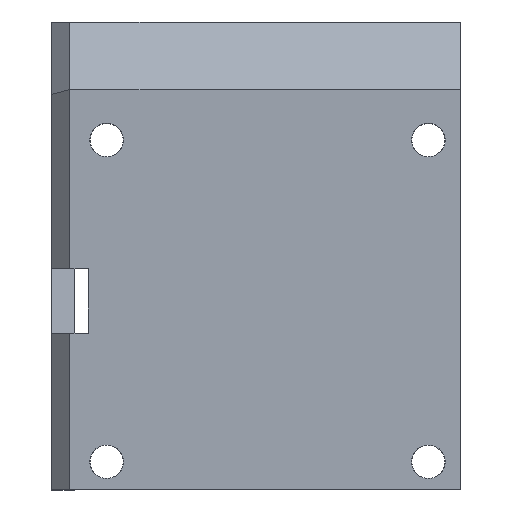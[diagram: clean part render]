
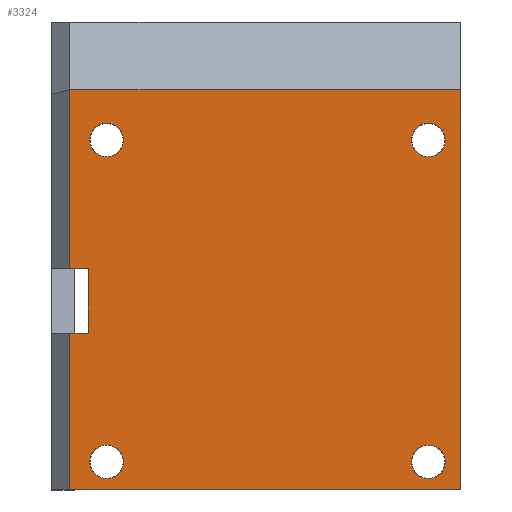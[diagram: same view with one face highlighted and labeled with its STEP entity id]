
A CAD part, top view. The second image highlights one B-rep face of the part: STEP entity #3324.
In plain terms, the highlighted planar face has unit normal (0, 0, 1).
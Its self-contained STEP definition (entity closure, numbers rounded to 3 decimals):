
#10 = ORIENTED_EDGE ( 'NONE', *, *, #3189, .F. ) ;
#12 = EDGE_CURVE ( 'NONE', #3163, #2642, #582, .T. ) ;
#15 = CARTESIAN_POINT ( 'NONE',  ( 1.51, 24., 2. ) ) ;
#58 = CIRCLE ( 'NONE', #452, 1.825 ) ;
#122 = AXIS2_PLACEMENT_3D ( 'NONE', #153, #2831, #378 ) ;
#153 = CARTESIAN_POINT ( 'NONE',  ( 38.505, 38., 2. ) ) ;
#186 = VERTEX_POINT ( 'NONE', #1750 ) ;
#189 = DIRECTION ( 'NONE',  ( 0., 0., 1. ) ) ;
#230 = CIRCLE ( 'NONE', #1748, 1.825 ) ;
#233 = AXIS2_PLACEMENT_3D ( 'NONE', #1389, #532, #1621 ) ;
#236 = VERTEX_POINT ( 'NONE', #2271 ) ;
#253 = LINE ( 'NONE', #2893, #1865 ) ;
#287 = ORIENTED_EDGE ( 'NONE', *, *, #1257, .F. ) ;
#289 = VERTEX_POINT ( 'NONE', #2100 ) ;
#325 = EDGE_CURVE ( 'NONE', #2642, #1096, #1516, .T. ) ;
#378 = DIRECTION ( 'NONE',  ( 1., 0., 0. ) ) ;
#386 = DIRECTION ( 'NONE',  ( 0., -1., 0. ) ) ;
#436 = EDGE_CURVE ( 'NONE', #3385, #1159, #2982, .T. ) ;
#444 = CARTESIAN_POINT ( 'NONE',  ( 1.51, 17., 2. ) ) ;
#452 = AXIS2_PLACEMENT_3D ( 'NONE', #583, #2224, #572 ) ;
#491 = CARTESIAN_POINT ( 'NONE',  ( 1.51, 24., 2. ) ) ;
#494 = DIRECTION ( 'NONE',  ( 1., 0., 0. ) ) ;
#506 = ORIENTED_EDGE ( 'NONE', *, *, #782, .F. ) ;
#532 = DIRECTION ( 'NONE',  ( 0., 0., 1. ) ) ;
#545 = CARTESIAN_POINT ( 'NONE',  ( 3.505, 3., 2. ) ) ;
#562 = EDGE_CURVE ( 'NONE', #186, #2918, #1976, .T. ) ;
#572 = DIRECTION ( 'NONE',  ( 1., 0., 0. ) ) ;
#582 = LINE ( 'NONE', #1391, #2261 ) ;
#583 = CARTESIAN_POINT ( 'NONE',  ( 38.505, 38., 2. ) ) ;
#602 = CARTESIAN_POINT ( 'NONE',  ( 1.51, 24., 2. ) ) ;
#628 = LINE ( 'NONE', #2025, #3296 ) ;
#673 = CIRCLE ( 'NONE', #1405, 1.825 ) ;
#699 = DIRECTION ( 'NONE',  ( 0., 0., 1. ) ) ;
#711 = AXIS2_PLACEMENT_3D ( 'NONE', #2754, #3365, #3092 ) ;
#782 = EDGE_CURVE ( 'NONE', #2525, #1096, #2886, .T. ) ;
#846 = DIRECTION ( 'NONE',  ( 0., 0., 1. ) ) ;
#858 = DIRECTION ( 'NONE',  ( 1., 0., 0. ) ) ;
#967 = FACE_BOUND ( 'NONE', #1724, .T. ) ;
#973 = EDGE_LOOP ( 'NONE', ( #2441, #1804, #975, #2520, #2959, #2225, #506, #1840 ) ) ;
#975 = ORIENTED_EDGE ( 'NONE', *, *, #436, .T. ) ;
#984 = DIRECTION ( 'NONE',  ( 0., 1., 0. ) ) ;
#1018 = VERTEX_POINT ( 'NONE', #2015 ) ;
#1030 = CARTESIAN_POINT ( 'NONE',  ( 0., 0., 2. ) ) ;
#1034 = EDGE_CURVE ( 'NONE', #2036, #1698, #3029, .T. ) ;
#1096 = VERTEX_POINT ( 'NONE', #1577 ) ;
#1159 = VERTEX_POINT ( 'NONE', #3424 ) ;
#1172 = VECTOR ( 'NONE', #1924, 1000. ) ;
#1177 = CARTESIAN_POINT ( 'NONE',  ( 38.505, 3., 2. ) ) ;
#1178 = CIRCLE ( 'NONE', #2626, 1.825 ) ;
#1187 = EDGE_CURVE ( 'NONE', #236, #1576, #1178, .T. ) ;
#1241 = ORIENTED_EDGE ( 'NONE', *, *, #1187, .F. ) ;
#1257 = EDGE_CURVE ( 'NONE', #1698, #2036, #58, .T. ) ;
#1262 = EDGE_LOOP ( 'NONE', ( #287, #2243 ) ) ;
#1330 = AXIS2_PLACEMENT_3D ( 'NONE', #1030, #2111, #858 ) ;
#1336 = CARTESIAN_POINT ( 'NONE',  ( 3.505, 3., 2. ) ) ;
#1389 = CARTESIAN_POINT ( 'NONE',  ( 38.505, 3., 2. ) ) ;
#1391 = CARTESIAN_POINT ( 'NONE',  ( 83.196, 43.5, 2. ) ) ;
#1405 = AXIS2_PLACEMENT_3D ( 'NONE', #1336, #3240, #1925 ) ;
#1424 = CARTESIAN_POINT ( 'NONE',  ( 5.33, 3., 2. ) ) ;
#1452 = EDGE_CURVE ( 'NONE', #1159, #3163, #253, .T. ) ;
#1501 = CIRCLE ( 'NONE', #3453, 1.825 ) ;
#1516 = LINE ( 'NONE', #2112, #2348 ) ;
#1576 = VERTEX_POINT ( 'NONE', #2047 ) ;
#1577 = CARTESIAN_POINT ( 'NONE',  ( -0.49, 24., 2. ) ) ;
#1621 = DIRECTION ( 'NONE',  ( 1., 0., 0. ) ) ;
#1698 = VERTEX_POINT ( 'NONE', #2202 ) ;
#1724 = EDGE_LOOP ( 'NONE', ( #2865, #2488 ) ) ;
#1737 = EDGE_CURVE ( 'NONE', #2186, #1018, #673, .T. ) ;
#1748 = AXIS2_PLACEMENT_3D ( 'NONE', #545, #846, #2984 ) ;
#1750 = CARTESIAN_POINT ( 'NONE',  ( -0.49, 17., 2. ) ) ;
#1788 = EDGE_CURVE ( 'NONE', #186, #3385, #628, .T. ) ;
#1804 = ORIENTED_EDGE ( 'NONE', *, *, #1788, .T. ) ;
#1816 = ORIENTED_EDGE ( 'NONE', *, *, #3226, .F. ) ;
#1840 = ORIENTED_EDGE ( 'NONE', *, *, #2220, .F. ) ;
#1865 = VECTOR ( 'NONE', #984, 1000. ) ;
#1924 = DIRECTION ( 'NONE',  ( 1., 0., 0. ) ) ;
#1925 = DIRECTION ( 'NONE',  ( 1., 0., 0. ) ) ;
#1964 = EDGE_LOOP ( 'NONE', ( #2487, #1816 ) ) ;
#1976 = LINE ( 'NONE', #2500, #2710 ) ;
#2015 = CARTESIAN_POINT ( 'NONE',  ( 1.68, 3., 2. ) ) ;
#2025 = CARTESIAN_POINT ( 'NONE',  ( -0.49, 0., 2. ) ) ;
#2036 = VERTEX_POINT ( 'NONE', #3169 ) ;
#2047 = CARTESIAN_POINT ( 'NONE',  ( 5.33, 38., 2. ) ) ;
#2055 = FACE_BOUND ( 'NONE', #1964, .T. ) ;
#2100 = CARTESIAN_POINT ( 'NONE',  ( 36.68, 3., 2. ) ) ;
#2111 = DIRECTION ( 'NONE',  ( 0., 0., 1. ) ) ;
#2112 = CARTESIAN_POINT ( 'NONE',  ( -0.49, 0., 2. ) ) ;
#2186 = VERTEX_POINT ( 'NONE', #1424 ) ;
#2202 = CARTESIAN_POINT ( 'NONE',  ( 40.33, 38., 2. ) ) ;
#2220 = EDGE_CURVE ( 'NONE', #2918, #2525, #2750, .T. ) ;
#2224 = DIRECTION ( 'NONE',  ( 0., 0., 1. ) ) ;
#2225 = ORIENTED_EDGE ( 'NONE', *, *, #325, .T. ) ;
#2243 = ORIENTED_EDGE ( 'NONE', *, *, #1034, .F. ) ;
#2245 = VECTOR ( 'NONE', #2280, 1000. ) ;
#2261 = VECTOR ( 'NONE', #2946, 1000. ) ;
#2271 = CARTESIAN_POINT ( 'NONE',  ( 1.68, 38., 2. ) ) ;
#2280 = DIRECTION ( 'NONE',  ( 0., 1., 0. ) ) ;
#2348 = VECTOR ( 'NONE', #2575, 1000. ) ;
#2381 = FACE_BOUND ( 'NONE', #1262, .T. ) ;
#2436 = CARTESIAN_POINT ( 'NONE',  ( 40.33, 3., 2. ) ) ;
#2441 = ORIENTED_EDGE ( 'NONE', *, *, #562, .F. ) ;
#2469 = DIRECTION ( 'NONE',  ( 1., 0., 0. ) ) ;
#2487 = ORIENTED_EDGE ( 'NONE', *, *, #3048, .F. ) ;
#2488 = ORIENTED_EDGE ( 'NONE', *, *, #3020, .F. ) ;
#2500 = CARTESIAN_POINT ( 'NONE',  ( 1.51, 17., 2. ) ) ;
#2520 = ORIENTED_EDGE ( 'NONE', *, *, #1452, .T. ) ;
#2525 = VERTEX_POINT ( 'NONE', #15 ) ;
#2575 = DIRECTION ( 'NONE',  ( 0., -1., 0. ) ) ;
#2598 = CARTESIAN_POINT ( 'NONE',  ( 3.505, 38., 2. ) ) ;
#2626 = AXIS2_PLACEMENT_3D ( 'NONE', #2598, #189, #3441 ) ;
#2642 = VERTEX_POINT ( 'NONE', #3109 ) ;
#2710 = VECTOR ( 'NONE', #2469, 1000. ) ;
#2750 = LINE ( 'NONE', #602, #2245 ) ;
#2754 = CARTESIAN_POINT ( 'NONE',  ( 3.505, 38., 2. ) ) ;
#2785 = CIRCLE ( 'NONE', #711, 1.825 ) ;
#2806 = CIRCLE ( 'NONE', #233, 1.825 ) ;
#2831 = DIRECTION ( 'NONE',  ( 0., 0., 1. ) ) ;
#2865 = ORIENTED_EDGE ( 'NONE', *, *, #1737, .F. ) ;
#2886 = LINE ( 'NONE', #491, #3238 ) ;
#2893 = CARTESIAN_POINT ( 'NONE',  ( 42., 41., 2. ) ) ;
#2918 = VERTEX_POINT ( 'NONE', #444 ) ;
#2945 = VERTEX_POINT ( 'NONE', #2436 ) ;
#2946 = DIRECTION ( 'NONE',  ( -1., 0., 0. ) ) ;
#2959 = ORIENTED_EDGE ( 'NONE', *, *, #12, .T. ) ;
#2982 = LINE ( 'NONE', #3193, #1172 ) ;
#2984 = DIRECTION ( 'NONE',  ( 1., 0., 0. ) ) ;
#3020 = EDGE_CURVE ( 'NONE', #1018, #2186, #230, .T. ) ;
#3029 = CIRCLE ( 'NONE', #122, 1.825 ) ;
#3048 = EDGE_CURVE ( 'NONE', #2945, #289, #2806, .T. ) ;
#3072 = CARTESIAN_POINT ( 'NONE',  ( 42., 43.5, 2. ) ) ;
#3090 = DIRECTION ( 'NONE',  ( -1., 0., 0. ) ) ;
#3092 = DIRECTION ( 'NONE',  ( 1., 0., 0. ) ) ;
#3109 = CARTESIAN_POINT ( 'NONE',  ( -0.49, 43.5, 2. ) ) ;
#3117 = PLANE ( 'NONE',  #1330 ) ;
#3163 = VERTEX_POINT ( 'NONE', #3072 ) ;
#3169 = CARTESIAN_POINT ( 'NONE',  ( 36.68, 38., 2. ) ) ;
#3189 = EDGE_CURVE ( 'NONE', #1576, #236, #2785, .T. ) ;
#3193 = CARTESIAN_POINT ( 'NONE',  ( 0.01, 0., 2. ) ) ;
#3212 = EDGE_LOOP ( 'NONE', ( #10, #1241 ) ) ;
#3226 = EDGE_CURVE ( 'NONE', #289, #2945, #1501, .T. ) ;
#3236 = CARTESIAN_POINT ( 'NONE',  ( -0.49, 0., 2. ) ) ;
#3238 = VECTOR ( 'NONE', #3090, 1000. ) ;
#3240 = DIRECTION ( 'NONE',  ( 0., 0., 1. ) ) ;
#3296 = VECTOR ( 'NONE', #386, 1000. ) ;
#3324 = ADVANCED_FACE ( 'NONE', ( #3392, #3433, #2381, #2055, #967 ), #3117, .T. ) ;
#3365 = DIRECTION ( 'NONE',  ( 0., 0., 1. ) ) ;
#3385 = VERTEX_POINT ( 'NONE', #3236 ) ;
#3392 = FACE_OUTER_BOUND ( 'NONE', #973, .T. ) ;
#3424 = CARTESIAN_POINT ( 'NONE',  ( 42., 0., 2. ) ) ;
#3433 = FACE_BOUND ( 'NONE', #3212, .T. ) ;
#3441 = DIRECTION ( 'NONE',  ( 1., 0., 0. ) ) ;
#3453 = AXIS2_PLACEMENT_3D ( 'NONE', #1177, #699, #494 ) ;
